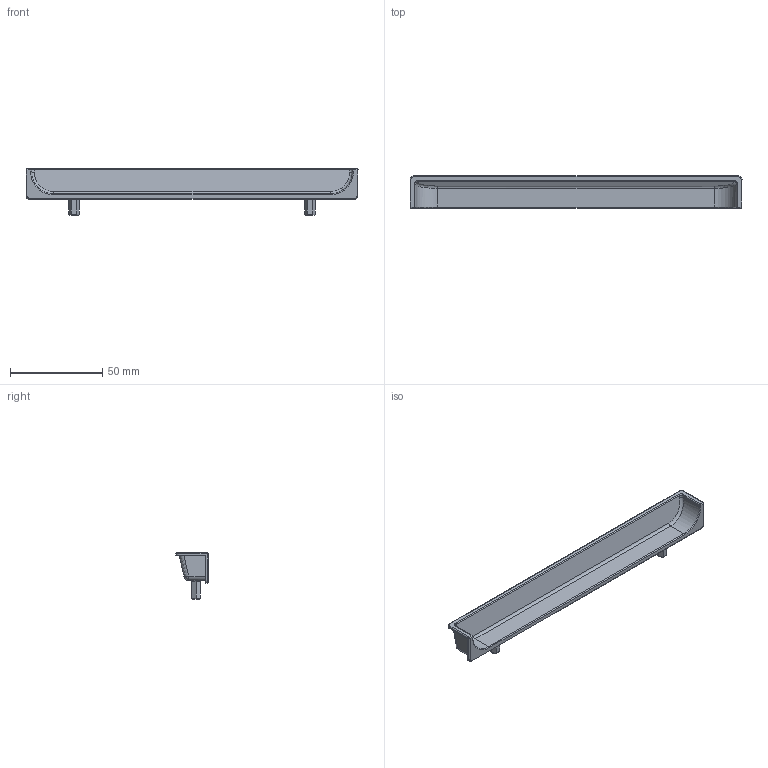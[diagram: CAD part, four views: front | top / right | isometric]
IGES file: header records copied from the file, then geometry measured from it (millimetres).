
Global section: file name: 0094_04; native system: Autodesk Inventor 2016; preprocessor: unknown; author: usuari; date: 20180905.105911; units: millimetre
Bounding box: 180 x 17.4 x 25 mm (x, y, z)
Volume: 8401.1 mm3; surface area: 11959.4 mm2
Topology: 1 solids, 1 shells, 548 faces, 1482 edges, 968 vertices
Faces by surface type: bspline 548
